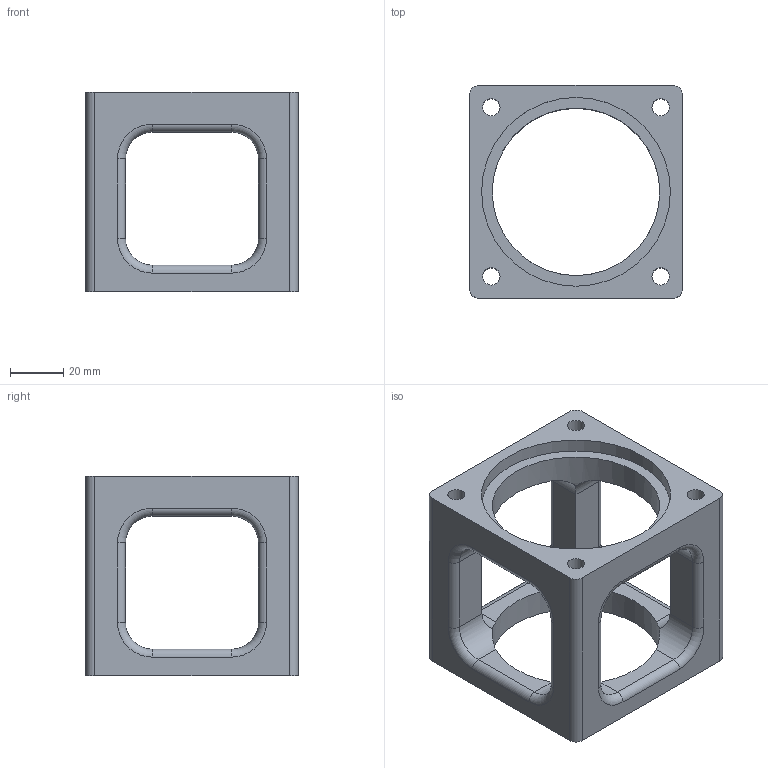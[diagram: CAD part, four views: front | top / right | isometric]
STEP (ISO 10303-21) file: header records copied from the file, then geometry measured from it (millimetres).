
FILE_DESCRIPTION(/* description */ (''),/* implementation_level */ '2;1');
FILE_NAME(/* name */ 'MOUNT_MOTOR.step',/* time_stamp */ '2025-10-09T19:37:14+09:00',/* author */ (''),/* organization */ (''),/* preprocessor_version */ 'ST-DEVELOPER v20.1',/* originating_system */ 'Autodesk Translation Framework v14.17.0.0',/* authorisation */ '');
FILE_SCHEMA (('AUTOMOTIVE_DESIGN { 1 0 10303 214 3 1 1 }'));
Length unit declared in the file: millimetre
Products named in the file (1): 2025-10-09-19-37-13-943
Bounding box: 80 x 80 x 75 mm (x, y, z)
Volume: 116211.3 mm3; surface area: 40401.5 mm2
Topology: 1 solids, 1 shells, 82 faces, 209 edges, 126 vertices
Faces by surface type: cylinder 43, plane 23, torus 16
Full cylindrical faces by diameter (mm): 6.5 x4, 63 x2, 71 x1
Entity records: 2603 total; most frequent: CARTESIAN_POINT 502, DIRECTION 461, ORIENTED_EDGE 418, EDGE_CURVE 209, AXIS2_PLACEMENT_3D 185, VERTEX_POINT 126, EDGE_LOOP 97, CIRCLE 94
